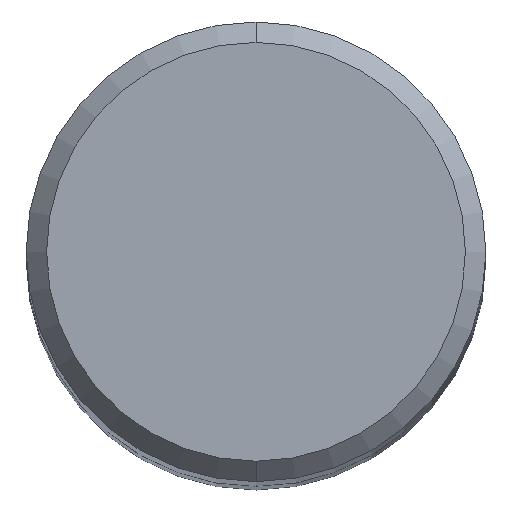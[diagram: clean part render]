
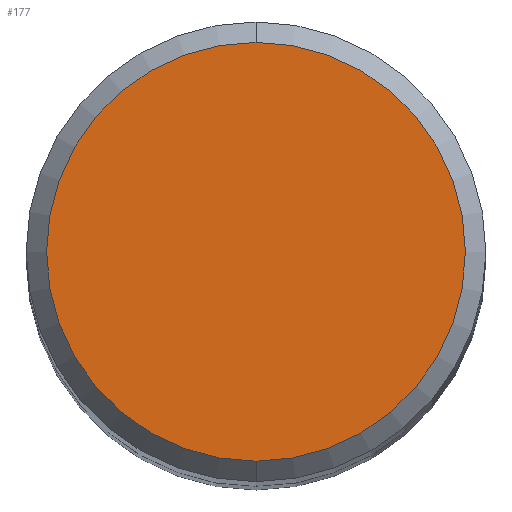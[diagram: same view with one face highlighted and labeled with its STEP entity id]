
A CAD part, top view. The second image highlights one B-rep face of the part: STEP entity #177.
In plain terms, the highlighted planar face has unit normal (0, 0, 1).
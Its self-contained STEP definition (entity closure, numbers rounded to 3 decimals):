
#177=ADVANCED_FACE('',(#454),#455,.T.);
#185=VERTEX_POINT('',#463);
#291=EDGE_CURVE('',#185,#343,#580,.T.);
#331=EDGE_CURVE('',#343,#185,#624,.T.);
#343=VERTEX_POINT('',#636);
#454=FACE_OUTER_BOUND('',#759,.T.);
#455=PLANE('',#760);
#463=CARTESIAN_POINT('',(0.,-8.2,0.0));
#580=CIRCLE('',#1064,8.2);
#624=CIRCLE('',#1158,8.2);
#636=CARTESIAN_POINT('',(0.0,8.2,0.0));
#759=EDGE_LOOP('',(#1395,#1396));
#760=AXIS2_PLACEMENT_3D('',#1397,#1398,#1399);
#1064=AXIS2_PLACEMENT_3D('',#1540,#1541,#1542);
#1158=AXIS2_PLACEMENT_3D('',#1595,#1596,#1597);
#1395=ORIENTED_EDGE('',*,*,#331,.F.);
#1396=ORIENTED_EDGE('',*,*,#291,.F.);
#1397=CARTESIAN_POINT('',(0.0,4.1,0.0));
#1398=DIRECTION('',(-0.0,0.0,1.0));
#1399=DIRECTION('',(0.0,-1.0,0.0));
#1540=CARTESIAN_POINT('',(0.0,0.0,0.0));
#1541=DIRECTION('',(0.0,0.0,-1.0));
#1542=DIRECTION('',(0.0,1.0,0.0));
#1595=CARTESIAN_POINT('',(0.0,0.0,0.0));
#1596=DIRECTION('',(0.0,0.0,-1.0));
#1597=DIRECTION('',(0.0,1.0,0.0));
